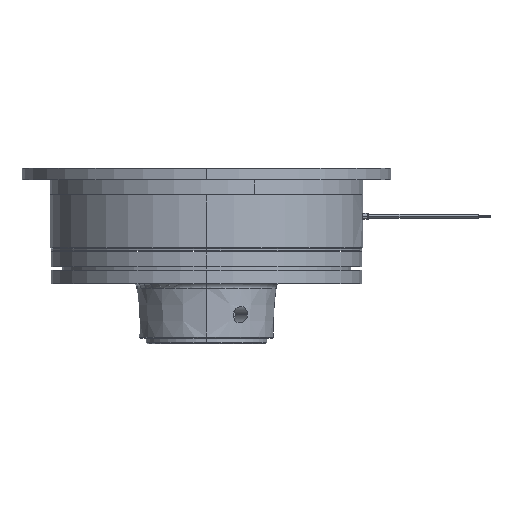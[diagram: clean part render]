
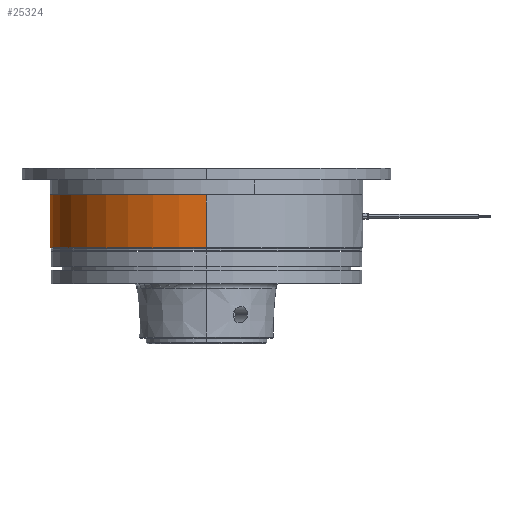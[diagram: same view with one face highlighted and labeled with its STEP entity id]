
A CAD part, left-side view. The second image highlights one B-rep face of the part: STEP entity #25324.
In plain terms, the highlighted cylindrical face has radius 80.5 mm (diameter 161 mm), a partial arc.
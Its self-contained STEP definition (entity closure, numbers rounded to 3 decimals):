
#209 = AXIS2_PLACEMENT_3D ( 'NONE', #8398, #22709, #8797 ) ;
#571 = VERTEX_POINT ( 'NONE', #23265 ) ;
#801 = FACE_OUTER_BOUND ( 'NONE', #16284, .T. ) ;
#1626 = DIRECTION ( 'NONE',  ( 0., 0., -1. ) ) ;
#2593 = EDGE_CURVE ( 'NONE', #24891, #21704, #4683, .T. ) ;
#3611 = VECTOR ( 'NONE', #7297, 1000. ) ;
#3730 = CARTESIAN_POINT ( 'NONE',  ( 0., 0., -40.9 ) ) ;
#4683 = CIRCLE ( 'NONE', #16820, 80.5 ) ;
#7148 = AXIS2_PLACEMENT_3D ( 'NONE', #3730, #1626, #17781 ) ;
#7297 = DIRECTION ( 'NONE',  ( 0., 0., -1. ) ) ;
#7604 = LINE ( 'NONE', #17722, #15617 ) ;
#8295 = CARTESIAN_POINT ( 'NONE',  ( -80.5, 0., -13.8 ) ) ;
#8398 = CARTESIAN_POINT ( 'NONE',  ( 0., 0., -48.013 ) ) ;
#8797 = DIRECTION ( 'NONE',  ( -1., 0., 0. ) ) ;
#8970 = DIRECTION ( 'NONE',  ( 0., 0., -1. ) ) ;
#9282 = LINE ( 'NONE', #17280, #3611 ) ;
#9323 = ORIENTED_EDGE ( 'NONE', *, *, #16410, .T. ) ;
#9896 = EDGE_CURVE ( 'NONE', #22028, #571, #23074, .T. ) ;
#10556 = ORIENTED_EDGE ( 'NONE', *, *, #2593, .T. ) ;
#10560 = DIRECTION ( 'NONE',  ( -1., 0., 0. ) ) ;
#10696 = CARTESIAN_POINT ( 'NONE',  ( 0., 0., -13.8 ) ) ;
#11538 = EDGE_CURVE ( 'NONE', #24891, #22028, #7604, .T. ) ;
#15617 = VECTOR ( 'NONE', #17981, 1000. ) ;
#16284 = EDGE_LOOP ( 'NONE', ( #10556, #9323, #20307, #19924 ) ) ;
#16410 = EDGE_CURVE ( 'NONE', #21704, #571, #9282, .T. ) ;
#16615 = CARTESIAN_POINT ( 'NONE',  ( -80.5, 0., -40.9 ) ) ;
#16820 = AXIS2_PLACEMENT_3D ( 'NONE', #10696, #8970, #10560 ) ;
#17280 = CARTESIAN_POINT ( 'NONE',  ( 80.5, 0., -48.013 ) ) ;
#17437 = CARTESIAN_POINT ( 'NONE',  ( 80.5, 0., -13.8 ) ) ;
#17722 = CARTESIAN_POINT ( 'NONE',  ( -80.5, 0., -48.013 ) ) ;
#17781 = DIRECTION ( 'NONE',  ( -1., 0., 0. ) ) ;
#17981 = DIRECTION ( 'NONE',  ( 0., 0., -1. ) ) ;
#19924 = ORIENTED_EDGE ( 'NONE', *, *, #11538, .F. ) ;
#20307 = ORIENTED_EDGE ( 'NONE', *, *, #9896, .F. ) ;
#21704 = VERTEX_POINT ( 'NONE', #17437 ) ;
#22028 = VERTEX_POINT ( 'NONE', #16615 ) ;
#22709 = DIRECTION ( 'NONE',  ( 0., 0., -1. ) ) ;
#23074 = CIRCLE ( 'NONE', #7148, 80.5 ) ;
#23265 = CARTESIAN_POINT ( 'NONE',  ( 80.5, 0., -40.9 ) ) ;
#24401 = CYLINDRICAL_SURFACE ( 'NONE', #209, 80.5 ) ;
#24891 = VERTEX_POINT ( 'NONE', #8295 ) ;
#25324 = ADVANCED_FACE ( 'NONE', ( #801 ), #24401, .T. ) ;
